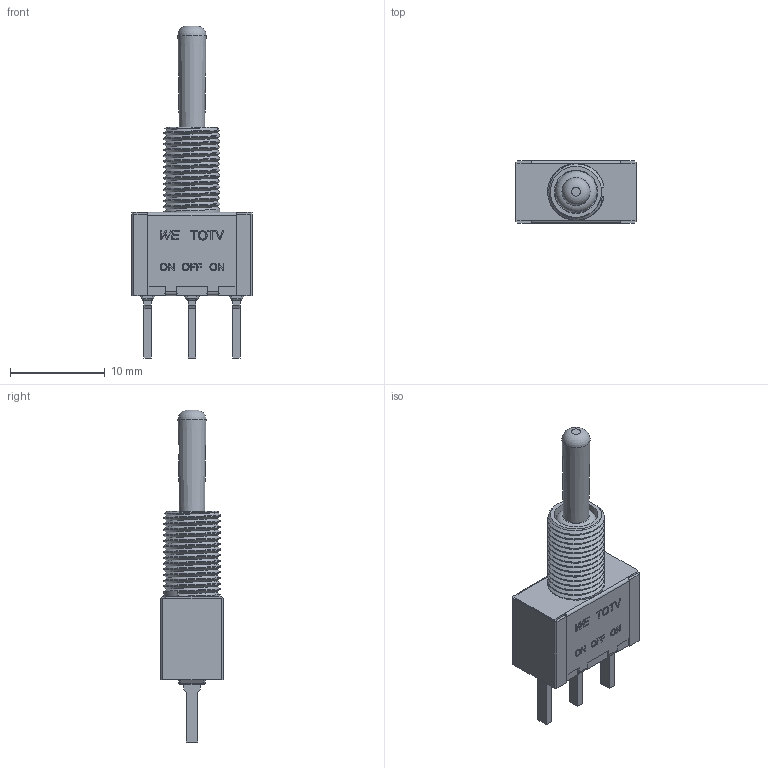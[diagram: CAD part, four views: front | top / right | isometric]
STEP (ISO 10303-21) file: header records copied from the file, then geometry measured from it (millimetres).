
FILE_DESCRIPTION(/* description */ ('Unknown'),/* implementation_level */ '2;1');
FILE_NAME(/* name */ '472123010111',/* time_stamp */ '2021-12-13T14:56:17+01:00',/* author */ ('Unknown'),/* organization */ ('Unknown'),/* preprocessor_version */ 'ST-DEVELOPER v16.7',/* originating_system */ 'Solid Edge',/* authorisation */ 'Unknown');
FILE_SCHEMA (('AUTOMOTIVE_DESIGN {1 0 10303 214 3 1 1}'));
Length unit declared in the file: millimetre
Products named in the file (6): 472123010111; Base; Shielding; Switch; Pin; Glue
Assembly tree (9 placements, depth 2):
  472123010111
    Base
    Shielding
    Switch
    Pin  x3
    Glue  x3
Bounding box: 12.7 x 6.6 x 35.1 mm (x, y, z)
Volume: 933.8 mm3; surface area: 1603.9 mm2
Topology: 9 solids, 9 shells, 448 faces, 1168 edges, 755 vertices
Faces by surface type: plane 299, cylinder 68, bspline 63, sphere 12, cone 3, torus 3
Full cylindrical faces by diameter (mm): 4.4 x1, 4.6 x1
Entity records: 26644 total; most frequent: CARTESIAN_POINT 15953, ORIENTED_EDGE 1986, DIRECTION 1354, EDGE_CURVE 993, VERTEX_POINT 664, LINE 522, VECTOR 522, EDGE_LOOP 431
